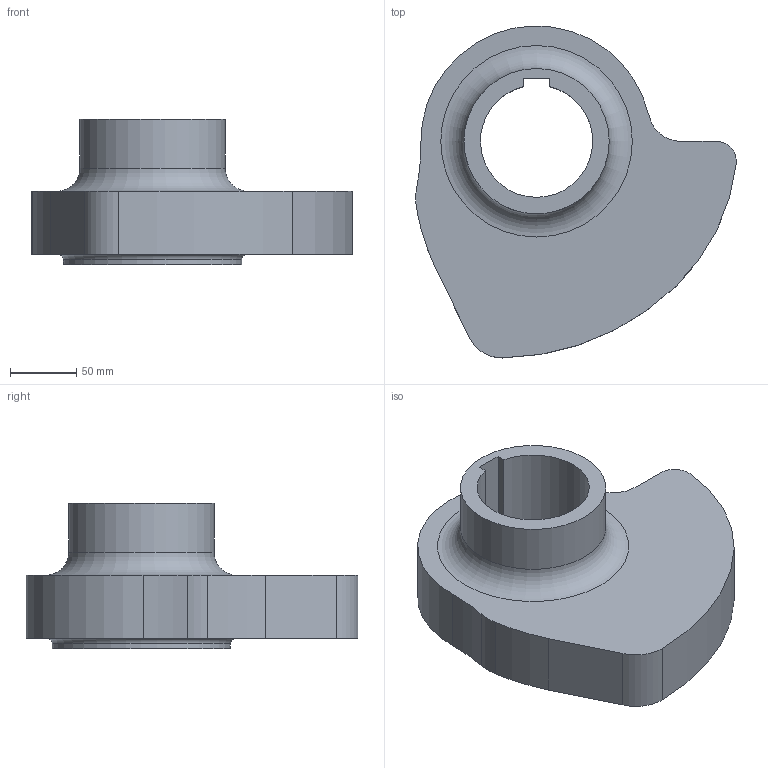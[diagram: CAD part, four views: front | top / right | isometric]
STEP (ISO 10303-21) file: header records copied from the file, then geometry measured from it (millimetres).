
FILE_DESCRIPTION(('STEP AP214'),'1');
FILE_NAME('cam1.stp','2023-08-28T10:21:13',(' '),(' '),'Spatial InterOp 3D',' ',' ');
FILE_SCHEMA(('AUTOMOTIVE_DESIGN { 1 0 10303 214 1 1 1 1 }'));
Length unit declared in the file: millimetre
Products named in the file (1): 1
Bounding box: 242.8 x 251.35 x 110 mm (x, y, z)
Volume: 2072754.7 mm3; surface area: 161385.6 mm2
Topology: 1 solids, 1 shells, 23 faces, 57 edges, 38 vertices
Faces by surface type: cylinder 12, plane 9, torus 2
Full cylindrical faces by diameter (mm): 110.06 x1, 135 x1
Entity records: 678 total; most frequent: DIRECTION 125, CARTESIAN_POINT 111, ORIENTED_EDGE 102, EDGE_CURVE 51, AXIS2_PLACEMENT_3D 50, VERTEX_POINT 36, EDGE_LOOP 31, FACE_OUTER_BOUND 27
